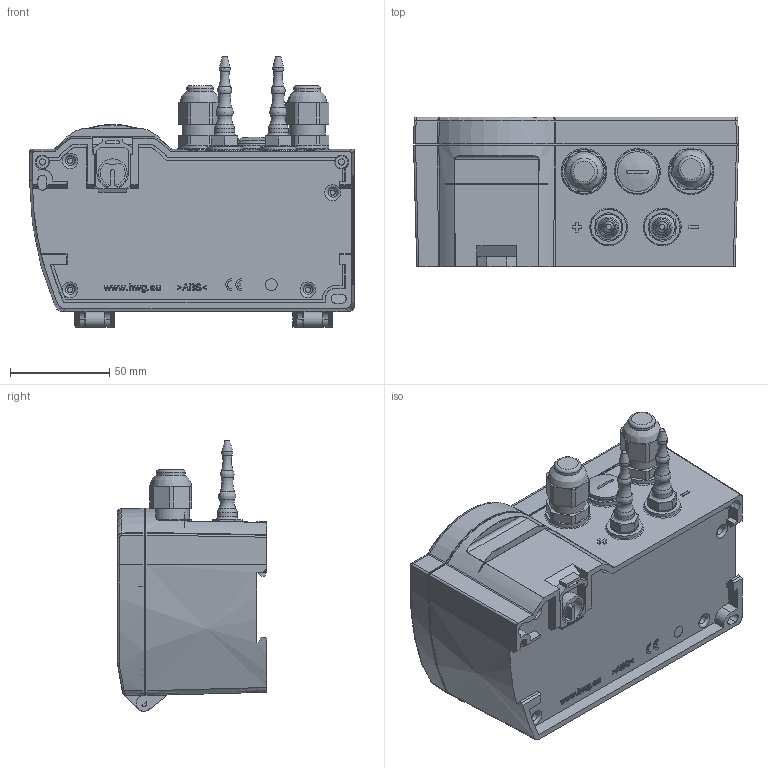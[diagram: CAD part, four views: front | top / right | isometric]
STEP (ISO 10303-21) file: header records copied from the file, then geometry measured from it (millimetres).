
FILE_DESCRIPTION(/* description */ (''),/* implementation_level */ '2;1');
FILE_NAME(/* name */ 'ENG-105747.stp',/* time_stamp */ '2020-11-24T17:59:42+01:00',/* author */ ('ohaid'),/* organization */ (''),/* preprocessor_version */ 'ST-DEVELOPER v17',/* originating_system */ 'Autodesk Inventor 2018',/* authorisation */ '');
FILE_SCHEMA (('AUTOMOTIVE_DESIGN { 1 0 10303 214 3 1 1 }'));
Length unit declared in the file: millimetre
Products named in the file (1): ENG-105746.001983_Shrinkwrap_1
Bounding box: 164 x 75.57 x 136.68 mm (x, y, z)
Volume: 948035.4 mm3; surface area: 89153.7 mm2
Topology: 1 solids, 1 shells, 3424 faces, 9239 edges, 6117 vertices
Faces by surface type: plane 1894, bspline 1236, cylinder 135, cone 97, torus 53, sphere 9
Full cylindrical faces by diameter (mm): 4 x4, 6 x1, 10 x2, 13.5 x2, 14 x2, 18 x2, 19.5 x1, 20 x1
Entity records: 123801 total; most frequent: CARTESIAN_POINT 42247, ORIENTED_EDGE 18446, DIRECTION 11840, EDGE_CURVE 9223, VERTEX_POINT 6117, LINE 5876, VECTOR 5876, EDGE_LOOP 3762
